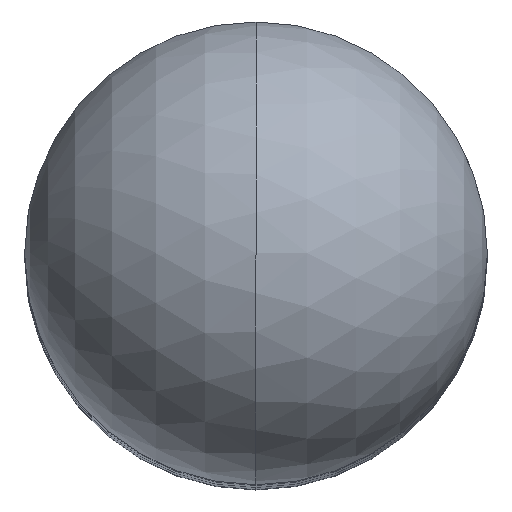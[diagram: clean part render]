
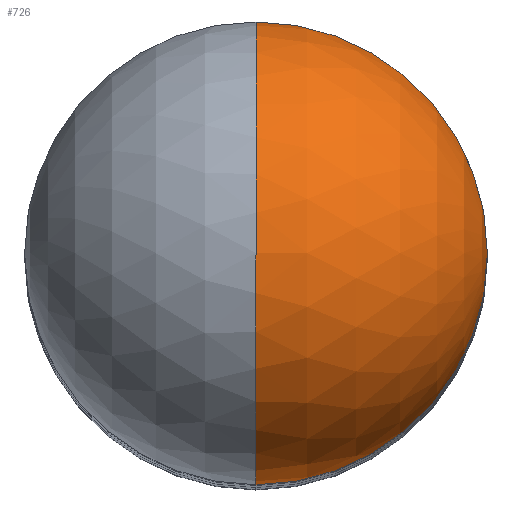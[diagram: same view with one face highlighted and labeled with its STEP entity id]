
A CAD part, top view. The second image highlights one B-rep face of the part: STEP entity #726.
In plain terms, the highlighted spherical face has radius 5 mm.
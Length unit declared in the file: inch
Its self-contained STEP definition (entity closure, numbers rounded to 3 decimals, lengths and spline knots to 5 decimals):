
#10 = ORIENTED_EDGE ( 'NONE', *, *, #236, .T. ) ;
#21 = DIRECTION ( 'NONE',  ( -1., 0., 0. ) ) ;
#54 = SPHERICAL_SURFACE ( 'NONE', #74, 0.19685 ) ;
#74 = AXIS2_PLACEMENT_3D ( 'NONE', #124, #193, #431 ) ;
#104 = AXIS2_PLACEMENT_3D ( 'NONE', #330, #460, #806 ) ;
#124 = CARTESIAN_POINT ( 'NONE',  ( 0., 0., -0.19685 ) ) ;
#155 = EDGE_CURVE ( 'NONE', #220, #680, #230, .T. ) ;
#158 = CARTESIAN_POINT ( 'NONE',  ( 0., 0., -0.19685 ) ) ;
#178 = CARTESIAN_POINT ( 'NONE',  ( 0., 0., -0.19685 ) ) ;
#179 = CIRCLE ( 'NONE', #646, 0.19685 ) ;
#183 = EDGE_CURVE ( 'NONE', #680, #270, #458, .T. ) ;
#186 = CARTESIAN_POINT ( 'NONE',  ( 0.19685, 0., -0.19685 ) ) ;
#193 = DIRECTION ( 'NONE',  ( 1., 0., 0. ) ) ;
#220 = VERTEX_POINT ( 'NONE', #392 ) ;
#224 = EDGE_CURVE ( 'NONE', #220, #552, #179, .T. ) ;
#230 = CIRCLE ( 'NONE', #562, 0.19685 ) ;
#236 = EDGE_CURVE ( 'NONE', #270, #552, #480, .T. ) ;
#270 = VERTEX_POINT ( 'NONE', #186 ) ;
#330 = CARTESIAN_POINT ( 'NONE',  ( 0., 0., -0.19685 ) ) ;
#392 = CARTESIAN_POINT ( 'NONE',  ( 0., 0., 0. ) ) ;
#403 = DIRECTION ( 'NONE',  ( 0., 0., 1. ) ) ;
#431 = DIRECTION ( 'NONE',  ( 0., 1., 0. ) ) ;
#447 = ORIENTED_EDGE ( 'NONE', *, *, #183, .T. ) ;
#458 = CIRCLE ( 'NONE', #104, 0.19685 ) ;
#460 = DIRECTION ( 'NONE',  ( 0., 0., 1. ) ) ;
#465 = DIRECTION ( 'NONE',  ( 0., -1., 0. ) ) ;
#480 = CIRCLE ( 'NONE', #674, 0.19685 ) ;
#493 = ORIENTED_EDGE ( 'NONE', *, *, #155, .T. ) ;
#530 = CARTESIAN_POINT ( 'NONE',  ( 0., 0.19685, -0.19685 ) ) ;
#552 = VERTEX_POINT ( 'NONE', #530 ) ;
#556 = DIRECTION ( 'NONE',  ( 0., 1., 0. ) ) ;
#562 = AXIS2_PLACEMENT_3D ( 'NONE', #178, #619, #556 ) ;
#619 = DIRECTION ( 'NONE',  ( 1., 0., 0. ) ) ;
#646 = AXIS2_PLACEMENT_3D ( 'NONE', #650, #21, #465 ) ;
#650 = CARTESIAN_POINT ( 'NONE',  ( 0., 0., -0.19685 ) ) ;
#667 = CARTESIAN_POINT ( 'NONE',  ( 0., -0.19685, -0.19685 ) ) ;
#674 = AXIS2_PLACEMENT_3D ( 'NONE', #158, #403, #776 ) ;
#680 = VERTEX_POINT ( 'NONE', #667 ) ;
#721 = EDGE_LOOP ( 'NONE', ( #809, #493, #447, #10 ) ) ;
#726 = ADVANCED_FACE ( 'NONE', ( #745 ), #54, .T. ) ;
#745 = FACE_OUTER_BOUND ( 'NONE', #721, .T. ) ;
#776 = DIRECTION ( 'NONE',  ( 1., 0., 0. ) ) ;
#806 = DIRECTION ( 'NONE',  ( 1., 0., 0. ) ) ;
#809 = ORIENTED_EDGE ( 'NONE', *, *, #224, .F. ) ;
